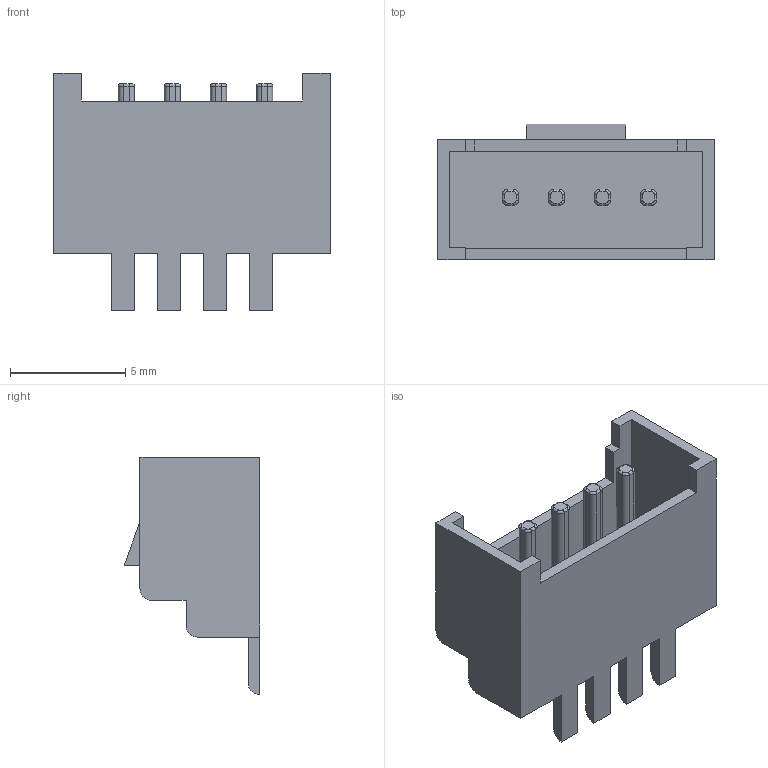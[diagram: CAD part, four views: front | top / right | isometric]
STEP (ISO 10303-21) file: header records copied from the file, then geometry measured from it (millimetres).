
FILE_DESCRIPTION(/* description */ (''),/* implementation_level */ '2;1');
FILE_NAME(/* name */ 'grove_4pin.stp',/* time_stamp */ '2022-12-07T13:30:45+09:00',/* author */ ('OFFLINE'),/* organization */ (''),/* preprocessor_version */ 'ST-DEVELOPER v18',/* originating_system */ 'Autodesk Inventor 2020',/* authorisation */ '');
FILE_SCHEMA (('AUTOMOTIVE_DESIGN { 1 0 10303 214 3 1 1 }'));
Length unit declared in the file: millimetre
Products named in the file (1): grove_4pin
Bounding box: 12 x 5.88 x 10.3 mm (x, y, z)
Volume: 170.9 mm3; surface area: 577.9 mm2
Topology: 1 solids, 1 shells, 114 faces, 290 edges, 182 vertices
Faces by surface type: plane 60, cylinder 38, torus 16
Entity records: 3455 total; most frequent: DIRECTION 612, CARTESIAN_POINT 587, ORIENTED_EDGE 580, EDGE_CURVE 290, AXIS2_PLACEMENT_3D 207, LINE 198, VECTOR 198, VERTEX_POINT 182
